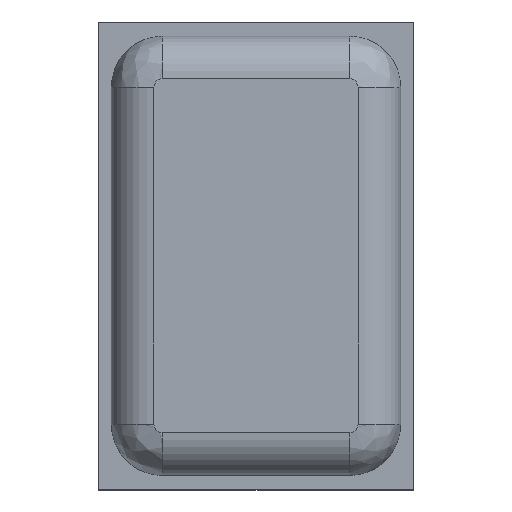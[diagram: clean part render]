
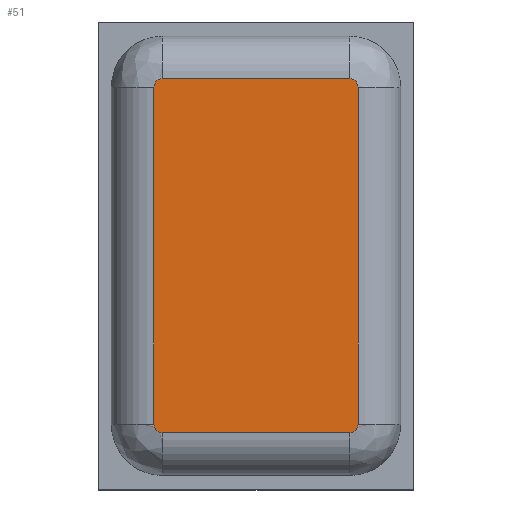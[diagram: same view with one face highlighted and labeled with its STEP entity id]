
A CAD part, top view. The second image highlights one B-rep face of the part: STEP entity #51.
In plain terms, the highlighted planar face has unit normal (0, 0, 1).
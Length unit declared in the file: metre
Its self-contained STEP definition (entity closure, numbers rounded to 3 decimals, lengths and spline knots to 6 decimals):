
#51 = ADVANCED_FACE( '', ( #116 ), #117, .T. );
#116 = FACE_OUTER_BOUND( '', #193, .T. );
#117 = PLANE( '', #194 );
#193 = EDGE_LOOP( '', ( #362, #363, #364, #365, #366, #367, #368, #369 ) );
#194 = AXIS2_PLACEMENT_3D( '', #370, #371, #372 );
#362 = ORIENTED_EDGE( '', *, *, #540, .T. );
#363 = ORIENTED_EDGE( '', *, *, #541, .T. );
#364 = ORIENTED_EDGE( '', *, *, #542, .T. );
#365 = ORIENTED_EDGE( '', *, *, #543, .T. );
#366 = ORIENTED_EDGE( '', *, *, #544, .T. );
#367 = ORIENTED_EDGE( '', *, *, #545, .T. );
#368 = ORIENTED_EDGE( '', *, *, #546, .T. );
#369 = ORIENTED_EDGE( '', *, *, #547, .T. );
#370 = CARTESIAN_POINT( '', ( 0., 0., 0.0009 ) );
#371 = DIRECTION( '', ( 0., 0., 1. ) );
#372 = DIRECTION( '', ( 1., 0., 0. ) );
#540 = EDGE_CURVE( '', #623, #624, #625, .T. );
#541 = EDGE_CURVE( '', #624, #626, #627, .T. );
#542 = EDGE_CURVE( '', #626, #628, #629, .T. );
#543 = EDGE_CURVE( '', #628, #630, #631, .T. );
#544 = EDGE_CURVE( '', #630, #632, #633, .T. );
#545 = EDGE_CURVE( '', #632, #634, #635, .T. );
#546 = EDGE_CURVE( '', #634, #636, #637, .T. );
#547 = EDGE_CURVE( '', #636, #623, #638, .T. );
#623 = VERTEX_POINT( '', #738 );
#624 = VERTEX_POINT( '', #739 );
#625 = LINE( '', #740, #741 );
#626 = VERTEX_POINT( '', #742 );
#627 = CIRCLE( '', #743, 0.00005 );
#628 = VERTEX_POINT( '', #744 );
#629 = LINE( '', #745, #746 );
#630 = VERTEX_POINT( '', #747 );
#631 = CIRCLE( '', #748, 0.00005 );
#632 = VERTEX_POINT( '', #749 );
#633 = LINE( '', #750, #751 );
#634 = VERTEX_POINT( '', #752 );
#635 = CIRCLE( '', #753, 0.00005 );
#636 = VERTEX_POINT( '', #754 );
#637 = LINE( '', #755, #756 );
#638 = CIRCLE( '', #757, 0.00005 );
#738 = CARTESIAN_POINT( '', ( 0.00055, 0.00104, 0.0009 ) );
#739 = CARTESIAN_POINT( '', ( -0.00055, 0.00104, 0.0009 ) );
#740 = CARTESIAN_POINT( '', ( -0.00055, 0.00104, 0.0009 ) );
#741 = VECTOR( '', #858, 1. );
#742 = CARTESIAN_POINT( '', ( -0.0006, 0.00099, 0.0009 ) );
#743 = AXIS2_PLACEMENT_3D( '', #859, #860, #861 );
#744 = CARTESIAN_POINT( '', ( -0.0006, -0.00099, 0.0009 ) );
#745 = CARTESIAN_POINT( '', ( -0.0006, -0.00099, 0.0009 ) );
#746 = VECTOR( '', #862, 1. );
#747 = CARTESIAN_POINT( '', ( -0.00055, -0.00104, 0.0009 ) );
#748 = AXIS2_PLACEMENT_3D( '', #863, #864, #865 );
#749 = CARTESIAN_POINT( '', ( 0.00055, -0.00104, 0.0009 ) );
#750 = CARTESIAN_POINT( '', ( 0.00055, -0.00104, 0.0009 ) );
#751 = VECTOR( '', #866, 1. );
#752 = CARTESIAN_POINT( '', ( 0.0006, -0.00099, 0.0009 ) );
#753 = AXIS2_PLACEMENT_3D( '', #867, #868, #869 );
#754 = CARTESIAN_POINT( '', ( 0.0006, 0.00099, 0.0009 ) );
#755 = CARTESIAN_POINT( '', ( 0.0006, 0.00099, 0.0009 ) );
#756 = VECTOR( '', #870, 1. );
#757 = AXIS2_PLACEMENT_3D( '', #871, #872, #873 );
#858 = DIRECTION( '', ( -1., 0., 0. ) );
#859 = CARTESIAN_POINT( '', ( -0.00055, 0.00099, 0.0009 ) );
#860 = DIRECTION( '', ( 0., 0., 1. ) );
#861 = DIRECTION( '', ( 1., 0., 0. ) );
#862 = DIRECTION( '', ( 0., -1., 0. ) );
#863 = CARTESIAN_POINT( '', ( -0.00055, -0.00099, 0.0009 ) );
#864 = DIRECTION( '', ( 0., 0., 1. ) );
#865 = DIRECTION( '', ( 1., 0., 0. ) );
#866 = DIRECTION( '', ( 1., 0., 0. ) );
#867 = CARTESIAN_POINT( '', ( 0.00055, -0.00099, 0.0009 ) );
#868 = DIRECTION( '', ( 0., 0., 1. ) );
#869 = DIRECTION( '', ( 1., 0., 0. ) );
#870 = DIRECTION( '', ( 0., 1., 0. ) );
#871 = CARTESIAN_POINT( '', ( 0.00055, 0.00099, 0.0009 ) );
#872 = DIRECTION( '', ( 0., 0., 1. ) );
#873 = DIRECTION( '', ( 1., 0., 0. ) );
